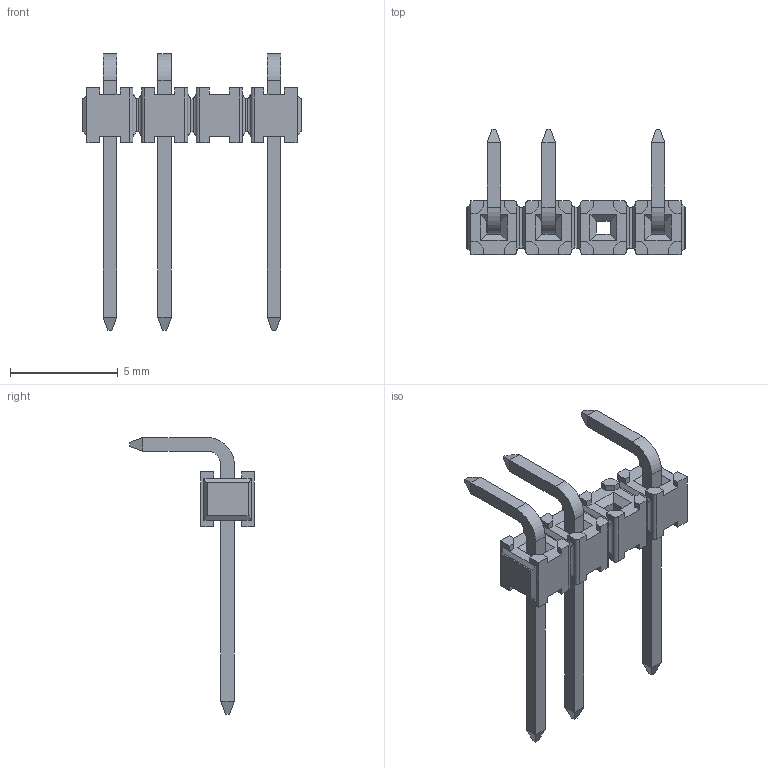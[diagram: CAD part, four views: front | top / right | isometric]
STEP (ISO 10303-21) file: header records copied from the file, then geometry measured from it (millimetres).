
FILE_DESCRIPTION(('Creo Elements/Direct Modeling STEP Export'),'2;1');
FILE_NAME('AAABJ004GA00.stp','2020-11-17T11:49:42',(''),(''),'Creo Elements/Direct Modeling STEP processor for AP214 (Solid Model)','Creo Elements/Direct Modeling 18.1C 24-Feb-2013 (C) Parametric Technology GmbH','');
FILE_SCHEMA(('AUTOMOTIVE_DESIGN { 1 0 10303 214 1 1 1 1 }'));
Length unit declared in the file: millimetre
Products named in the file (23): _X2_96F64EF6_X0_1_1_1_1_1-50660.PRT; _X2_96F64EF6_X0_1_1_1_1_1-50660.PRT.1; _X2_96F64EF6_X0_1_1_1_1_1-50660.PRT.1.1; _X2_96F64EF6_X0_1_1_1_1_1-50990.ASM; _X2_96F64EF6_X0_1_1_1_1_1-43010.ASM; _X2_96F64EF6_X0_1_1_1_1-35030_A.ASM; 01_STP_ASM_ASM.ASM; AAAAU004GA00_ASM_ASM.ASM; AAAAU004GA00_STP.ASM; _X2_96F64EF6_X0_1_1_1_1-55070_A.PRT; _X2_96F64EF6_X0_1_1_1-45730_ASM.PRT; _X2_96F64EF6_X0_1_1-36390_ASM.PRT; 01_STP_ASM.PRT; AAABJ004GA00_STP.ASM; _X2_96F64EF6_X0_1.PRT; AAABJ004GA00.stp; _X2_96F64EF6_X0_1_PRT.PRT; 2_54__-50PIN-DIP_1023_PRT_1_1_P.PRT; 2_54__-50PIN-DIP_1023_STP_ASM.ASM; 3D-4PIN_STP.ASM; SJ.stp; 零件1
Assembly tree (20 placements, depth 5):
  AAABJ004GA00.stp
    _X2_96F64EF6_X0_1.PRT
    AAABJ004GA00_STP.ASM
      01_STP_ASM.PRT
      _X2_96F64EF6_X0_1_1-36390_ASM.PRT
      _X2_96F64EF6_X0_1_1_1-45730_ASM.PRT
      _X2_96F64EF6_X0_1_1_1_1-55070_A.PRT
    AAAAU004GA00_STP.ASM
      AAAAU004GA00_ASM_ASM.ASM
        01_STP_ASM_ASM.ASM
        _X2_96F64EF6_X0_1_1_1_1-35030_A.ASM
        _X2_96F64EF6_X0_1_1_1_1_1-43010.ASM
        _X2_96F64EF6_X0_1_1_1_1_1-50990.ASM
          _X2_96F64EF6_X0_1_1_1_1_1-50660.PRT.1.1
          _X2_96F64EF6_X0_1_1_1_1_1-50660.PRT.1
          _X2_96F64EF6_X0_1_1_1_1_1-50660.PRT
  SJ.stp
    _X2_96F64EF6_X0_1.PRT
    3D-4PIN_STP.ASM
      2_54__-50PIN-DIP_1023_STP_ASM.ASM
        2_54__-50PIN-DIP_1023_PRT_1_1_P.PRT
      _X2_96F64EF6_X0_1_PRT.PRT
  零件1
Bounding box: 10.16 x 5.8 x 12.85 mm (x, y, z)
Volume: 64.8 mm3; surface area: 260.7 mm2
Topology: 4 solids, 4 shells, 336 faces, 872 edges, 544 vertices
Faces by surface type: plane 306, cylinder 30
Entity records: 10533 total; most frequent: CARTESIAN_POINT 1773, ORIENTED_EDGE 1744, DIRECTION 1670, EDGE_CURVE 872, VECTOR 788, LINE 788, VERTEX_POINT 544, AXIS2_PLACEMENT_3D 441
